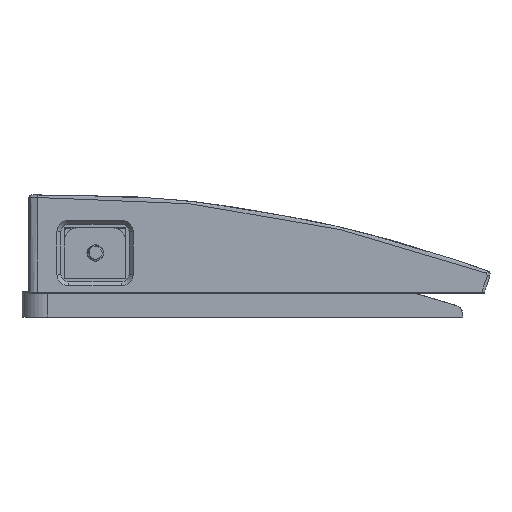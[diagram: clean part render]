
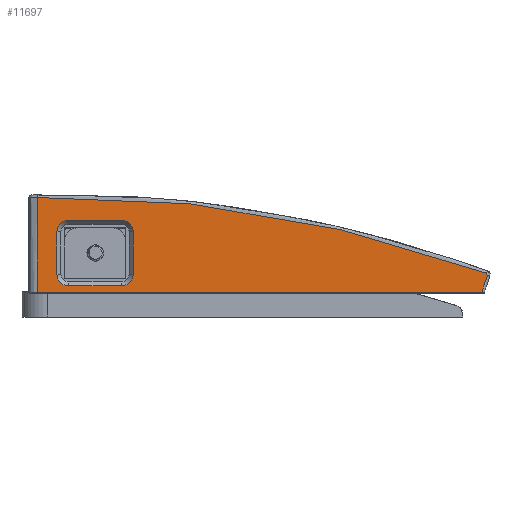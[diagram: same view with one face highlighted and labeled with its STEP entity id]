
A CAD part, left-side view. The second image highlights one B-rep face of the part: STEP entity #11697.
In plain terms, the highlighted planar face has unit normal (-1, 0, 0).
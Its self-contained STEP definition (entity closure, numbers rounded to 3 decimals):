
#163=FACE_BOUND('',#3796,.T.);
#367=LINE('',#16245,#1525);
#371=LINE('',#16254,#1529);
#375=LINE('',#16271,#1533);
#389=LINE('',#16349,#1547);
#402=LINE('',#16429,#1560);
#458=LINE('',#16798,#1616);
#460=LINE('',#16803,#1618);
#1525=VECTOR('',#13268,10.);
#1529=VECTOR('',#13274,10.);
#1533=VECTOR('',#13282,10.);
#1547=VECTOR('',#13328,10.);
#1560=VECTOR('',#13371,10.);
#1616=VECTOR('',#13561,10.);
#1618=VECTOR('',#13567,10.);
#2702=PLANE('',#12519);
#3131=FACE_OUTER_BOUND('',#3795,.T.);
#3795=EDGE_LOOP('',(#8339,#8340,#8341,#8342,#8343));
#3796=EDGE_LOOP('',(#8344,#8345,#8346,#8347,#8348,#8349,#8350,#8351));
#4471=CIRCLE('',#12432,2.731);
#4472=CIRCLE('',#12435,2.731);
#4476=CIRCLE('',#12447,2.731);
#4477=CIRCLE('',#12450,2.731);
#4701=B_SPLINE_CURVE_WITH_KNOTS('',3,(#16059,#16060,#16061,#16062,#16063),
 .UNSPECIFIED.,.F.,.F.,(4,1,4),(0.,0.035,0.062),
 .UNSPECIFIED.);
#4742=B_SPLINE_CURVE_WITH_KNOTS('',3,(#16809,#16810,#16811,#16812,#16813,
#16814,#16815,#16816,#16817,#16818,#16819,#16820),.UNSPECIFIED.,.F.,.F.,
(4,2,2,2,2,4),(0.,0.949,5.804,
10.336,10.477,10.706),.UNSPECIFIED.);
#5049=VERTEX_POINT('',#16056);
#5050=VERTEX_POINT('',#16058);
#5082=VERTEX_POINT('',#16243);
#5083=VERTEX_POINT('',#16244);
#5086=VERTEX_POINT('',#16252);
#5087=VERTEX_POINT('',#16253);
#5092=VERTEX_POINT('',#16268);
#5093=VERTEX_POINT('',#16270);
#5110=VERTEX_POINT('',#16344);
#5111=VERTEX_POINT('',#16348);
#5123=VERTEX_POINT('',#16424);
#5124=VERTEX_POINT('',#16428);
#5189=VERTEX_POINT('',#16796);
#6214=EDGE_CURVE('',#5049,#5050,#4701,.T.);
#6255=EDGE_CURVE('',#5082,#5083,#367,.T.);
#6259=EDGE_CURVE('',#5086,#5087,#371,.T.);
#6265=EDGE_CURVE('',#5092,#5093,#375,.T.);
#6289=EDGE_CURVE('',#5110,#5092,#4471,.T.);
#6291=EDGE_CURVE('',#5111,#5110,#389,.T.);
#6293=EDGE_CURVE('',#5083,#5111,#4472,.T.);
#6312=EDGE_CURVE('',#5093,#5123,#4476,.T.);
#6314=EDGE_CURVE('',#5123,#5124,#402,.T.);
#6316=EDGE_CURVE('',#5124,#5082,#4477,.T.);
#6418=EDGE_CURVE('',#5086,#5189,#458,.T.);
#6421=EDGE_CURVE('',#5050,#5189,#460,.T.);
#6424=EDGE_CURVE('',#5087,#5049,#4742,.T.);
#8339=ORIENTED_EDGE('',*,*,#6418,.T.);
#8340=ORIENTED_EDGE('',*,*,#6421,.F.);
#8341=ORIENTED_EDGE('',*,*,#6214,.F.);
#8342=ORIENTED_EDGE('',*,*,#6424,.F.);
#8343=ORIENTED_EDGE('',*,*,#6259,.F.);
#8344=ORIENTED_EDGE('',*,*,#6255,.F.);
#8345=ORIENTED_EDGE('',*,*,#6316,.F.);
#8346=ORIENTED_EDGE('',*,*,#6314,.F.);
#8347=ORIENTED_EDGE('',*,*,#6312,.F.);
#8348=ORIENTED_EDGE('',*,*,#6265,.F.);
#8349=ORIENTED_EDGE('',*,*,#6289,.F.);
#8350=ORIENTED_EDGE('',*,*,#6291,.F.);
#8351=ORIENTED_EDGE('',*,*,#6293,.F.);
#11697=ADVANCED_FACE('',(#3131,#163),#2702,.T.);
#12432=AXIS2_PLACEMENT_3D('',#16345,#13323,#13324);
#12435=AXIS2_PLACEMENT_3D('',#16352,#13332,#13333);
#12447=AXIS2_PLACEMENT_3D('',#16425,#13366,#13367);
#12450=AXIS2_PLACEMENT_3D('',#16432,#13375,#13376);
#12519=AXIS2_PLACEMENT_3D('',#16808,#13572,#13573);
#13268=DIRECTION('',(0.,0.,1.));
#13274=DIRECTION('',(0.,0.,1.));
#13282=DIRECTION('',(0.,0.,-1.));
#13323=DIRECTION('center_axis',(-1.,0.,0.));
#13324=DIRECTION('ref_axis',(0.,0.707,0.707));
#13328=DIRECTION('',(0.,1.,0.));
#13332=DIRECTION('center_axis',(-1.,0.,0.));
#13333=DIRECTION('ref_axis',(0.,-0.707,0.707));
#13366=DIRECTION('center_axis',(-1.,0.,0.));
#13367=DIRECTION('ref_axis',(0.,0.707,-0.707));
#13371=DIRECTION('',(0.,-1.,0.));
#13375=DIRECTION('center_axis',(-1.,0.,0.));
#13376=DIRECTION('ref_axis',(0.,-0.707,-0.707));
#13561=DIRECTION('',(0.,-1.,0.));
#13567=DIRECTION('',(0.,0.318,-0.948));
#13572=DIRECTION('center_axis',(-1.,0.,0.));
#13573=DIRECTION('ref_axis',(0.,-1.,0.));
#16056=CARTESIAN_POINT('',(-32.591,-45.62,50.28));
#16058=CARTESIAN_POINT('',(-32.591,-45.864,49.776));
#16059=CARTESIAN_POINT('Ctrl Pts',(-32.591,-45.62,
50.28));
#16060=CARTESIAN_POINT('Ctrl Pts',(-32.591,-45.731,
50.24));
#16061=CARTESIAN_POINT('Ctrl Pts',(-32.591,-45.89,
50.079));
#16062=CARTESIAN_POINT('Ctrl Pts',(-32.591,-45.892,
49.86));
#16063=CARTESIAN_POINT('Ctrl Pts',(-32.591,-45.864,
49.776));
#16243=CARTESIAN_POINT('',(-32.591,37.069,50.05));
#16244=CARTESIAN_POINT('',(-32.591,37.069,59.95));
#16245=CARTESIAN_POINT('',(-32.591,37.069,52.043));
#16252=CARTESIAN_POINT('',(-32.591,59.5,45.826));
#16253=CARTESIAN_POINT('',(-32.591,59.5,68.));
#16254=CARTESIAN_POINT('',(-32.591,59.5,54.036));
#16268=CARTESIAN_POINT('',(-32.591,54.931,59.95));
#16270=CARTESIAN_POINT('',(-32.591,54.931,50.05));
#16271=CARTESIAN_POINT('',(-32.591,54.931,56.993));
#16344=CARTESIAN_POINT('',(-32.591,52.2,62.681));
#16345=CARTESIAN_POINT('Origin',(-32.591,52.2,59.95));
#16348=CARTESIAN_POINT('',(-32.591,39.8,62.681));
#16349=CARTESIAN_POINT('',(-32.591,20.455,62.681));
#16352=CARTESIAN_POINT('Origin',(-32.591,39.8,59.95));
#16424=CARTESIAN_POINT('',(-32.591,52.2,47.319));
#16425=CARTESIAN_POINT('Origin',(-32.591,52.2,50.05));
#16428=CARTESIAN_POINT('',(-32.591,39.8,47.319));
#16429=CARTESIAN_POINT('',(-32.591,26.655,47.319));
#16432=CARTESIAN_POINT('Origin',(-32.591,39.8,50.05));
#16796=CARTESIAN_POINT('',(-32.591,-44.539,45.826));
#16798=CARTESIAN_POINT('',(-32.591,-41.991,45.826));
#16803=CARTESIAN_POINT('',(-32.591,-44.309,45.14));
#16808=CARTESIAN_POINT('Origin',(-32.591,1.111,54.036));
#16809=CARTESIAN_POINT('Ctrl Pts',(-32.591,59.5,68.));
#16810=CARTESIAN_POINT('Ctrl Pts',(-32.591,56.337,68.));
#16811=CARTESIAN_POINT('Ctrl Pts',(-32.591,53.172,68.));
#16812=CARTESIAN_POINT('Ctrl Pts',(-32.591,33.768,68.004));
#16813=CARTESIAN_POINT('Ctrl Pts',(-32.591,17.564,66.237));
#16814=CARTESIAN_POINT('Ctrl Pts',(-32.591,-13.169,
60.428));
#16815=CARTESIAN_POINT('Ctrl Pts',(-32.591,-27.886,
56.569));
#16816=CARTESIAN_POINT('Ctrl Pts',(-32.591,-42.579,
51.371));
#16817=CARTESIAN_POINT('Ctrl Pts',(-32.591,-43.022,
51.213));
#16818=CARTESIAN_POINT('Ctrl Pts',(-32.591,-44.183,
50.796));
#16819=CARTESIAN_POINT('Ctrl Pts',(-32.591,-44.901,
50.538));
#16820=CARTESIAN_POINT('Ctrl Pts',(-32.591,-45.62,
50.28));
